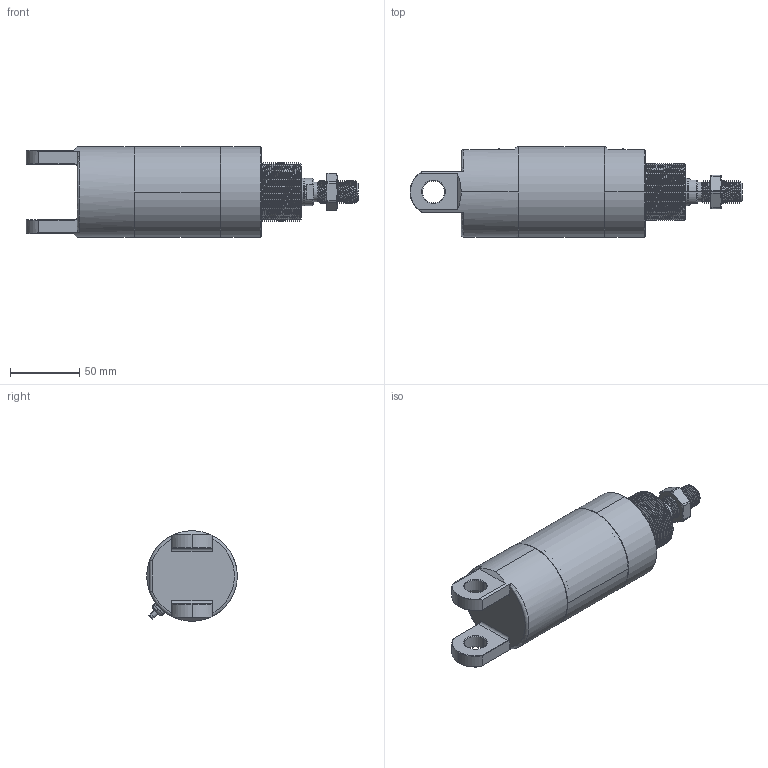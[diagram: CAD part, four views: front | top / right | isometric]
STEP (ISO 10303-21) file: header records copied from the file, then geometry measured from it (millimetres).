
FILE_DESCRIPTION (( 'STEP AP214' ), '1' );
FILE_NAME ('U063 0000 0918.STEP', '2021-05-05T08:39:32', ( '' ), ( '' ), 'SwSTEP 2.0', 'SolidWorks 2019', '' );
FILE_SCHEMA (( 'AUTOMOTIVE_DESIGN' ));
Length unit declared in the file: millimetre
Products named in the file (19): Leje_PAP2015P11; 9040-01; Bremseskrue 63-125; Stempeltætning_E46353N3578; 1063-09; 9063-35-R_1063-35-0; 9063-36JB2_9063-36JB2; Afstryger (32-125)_407287; Bolt-DIN912_M12x55; U063 0000 0918; 1063-18; Oring_ORING 03,80 X 1,25; 9020-34_9020-34-0; Oring_ORING 56,87 X 1,78; 9041-01; Bremsepakning_PP2533N3589; Magnet_9363; Stempelstangsmøtrik_U1905930
Assembly tree (25 placements, depth 3):
  U063 0000 0918
    1063-09
    1063-18
    9020-34_9020-34-0
    9063-35-R_1063-35-0
    Bremseskrue 63-125
      9040-01
      9041-01
      Oring_ORING 03,80 X 1,25
    Bremseskrue 63-125
      9040-01
      9041-01
      Oring_ORING 03,80 X 1,25
    Afstryger (32-125)_407287
    9063-36JB2_9063-36JB2  x2
    Bremsepakning_PP2533N3589  x2
    Stempeltætning_E46353N3578  x2
    Leje_PAP2015P11
    Magnet_9363
    Bolt-DIN912_M12x55
    Oring_ORING 56,87 X 1,78  x2
    Stempelstangsmøtrik_U1905930
Bounding box: 240 x 65.4 x 65.4 mm (x, y, z)
Volume: 475767.2 mm3; surface area: 155524.8 mm2
Topology: 23 solids, 23 shells, 785 faces, 1852 edges, 1155 vertices
Faces by surface type: cylinder 352, plane 189, cone 161, torus 71, bspline 12
Entity records: 38471 total; most frequent: CARTESIAN_POINT 23586, ORIENTED_EDGE 3040, DIRECTION 2904, EDGE_CURVE 1520, AXIS2_PLACEMENT_3D 1183, VERTEX_POINT 954, EDGE_LOOP 712, ADVANCED_FACE 635
